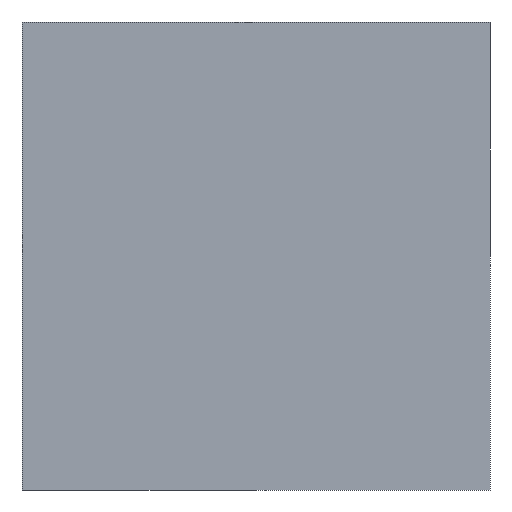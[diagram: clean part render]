
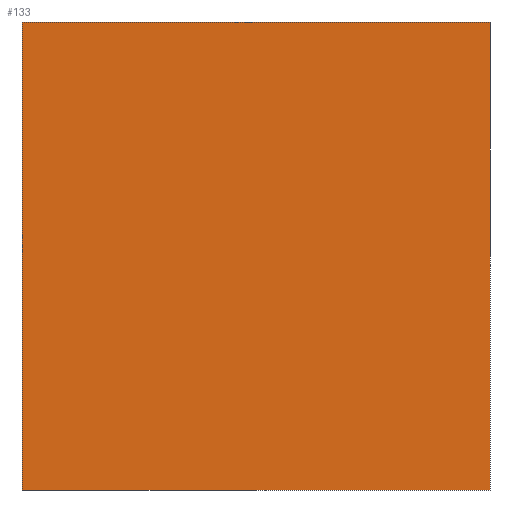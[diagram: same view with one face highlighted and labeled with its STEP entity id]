
A CAD part, left-side view. The second image highlights one B-rep face of the part: STEP entity #133.
In plain terms, the highlighted planar face has unit normal (-1, 0, 0).
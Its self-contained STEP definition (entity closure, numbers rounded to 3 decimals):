
#6 = VERTEX_POINT ( 'NONE', #228 ) ;
#10 = VERTEX_POINT ( 'NONE', #225 ) ;
#11 = VERTEX_POINT ( 'NONE', #229 ) ;
#16 = VERTEX_POINT ( 'NONE', #231 ) ;
#19 = EDGE_LOOP ( 'NONE', ( #352, #351, #344, #353 ) ) ;
#65 = CARTESIAN_POINT ( 'NONE',  ( -1., 2., 1. ) ) ;
#69 = CARTESIAN_POINT ( 'NONE',  ( -1., 0., -1. ) ) ;
#75 = CARTESIAN_POINT ( 'NONE',  ( -1., 2., -1. ) ) ;
#77 = DIRECTION ( 'NONE',  ( 0., 0., 1. ) ) ;
#78 = CARTESIAN_POINT ( 'NONE',  ( -1., 2., -1. ) ) ;
#79 = DIRECTION ( 'NONE',  ( 0., -1., 0. ) ) ;
#81 = DIRECTION ( 'NONE',  ( 0., 0., 1. ) ) ;
#83 = DIRECTION ( 'NONE',  ( 0., -1., 0. ) ) ;
#133 = ADVANCED_FACE ( 'NONE', ( #160 ), #278, .F. ) ;
#160 = FACE_OUTER_BOUND ( 'NONE', #19, .T. ) ;
#184 = LINE ( 'NONE', #69, #190 ) ;
#187 = LINE ( 'NONE', #65, #192 ) ;
#189 = LINE ( 'NONE', #75, #194 ) ;
#190 = VECTOR ( 'NONE', #77, 1000. ) ;
#191 = LINE ( 'NONE', #78, #196 ) ;
#192 = VECTOR ( 'NONE', #79, 1000. ) ;
#194 = VECTOR ( 'NONE', #81, 1000. ) ;
#196 = VECTOR ( 'NONE', #83, 1000. ) ;
#225 = CARTESIAN_POINT ( 'NONE',  ( -1., 0., -1. ) ) ;
#228 = CARTESIAN_POINT ( 'NONE',  ( -1., 0., 1. ) ) ;
#229 = CARTESIAN_POINT ( 'NONE',  ( -1., 2., 1. ) ) ;
#231 = CARTESIAN_POINT ( 'NONE',  ( -1., 2., -1. ) ) ;
#278 = PLANE ( 'NONE',  #403 ) ;
#297 = CARTESIAN_POINT ( 'NONE',  ( -1., 2., -1. ) ) ;
#298 = DIRECTION ( 'NONE',  ( 1., 0., 0. ) ) ;
#299 = DIRECTION ( 'NONE',  ( 0., 0., -1. ) ) ;
#310 = EDGE_CURVE ( 'NONE', #10, #6, #184, .T. ) ;
#311 = EDGE_CURVE ( 'NONE', #11, #6, #187, .T. ) ;
#312 = EDGE_CURVE ( 'NONE', #16, #11, #189, .T. ) ;
#313 = EDGE_CURVE ( 'NONE', #16, #10, #191, .T. ) ;
#344 = ORIENTED_EDGE ( 'NONE', *, *, #312, .F. ) ;
#351 = ORIENTED_EDGE ( 'NONE', *, *, #311, .F. ) ;
#352 = ORIENTED_EDGE ( 'NONE', *, *, #310, .T. ) ;
#353 = ORIENTED_EDGE ( 'NONE', *, *, #313, .T. ) ;
#403 = AXIS2_PLACEMENT_3D ( 'NONE', #297, #298, #299 ) ;
